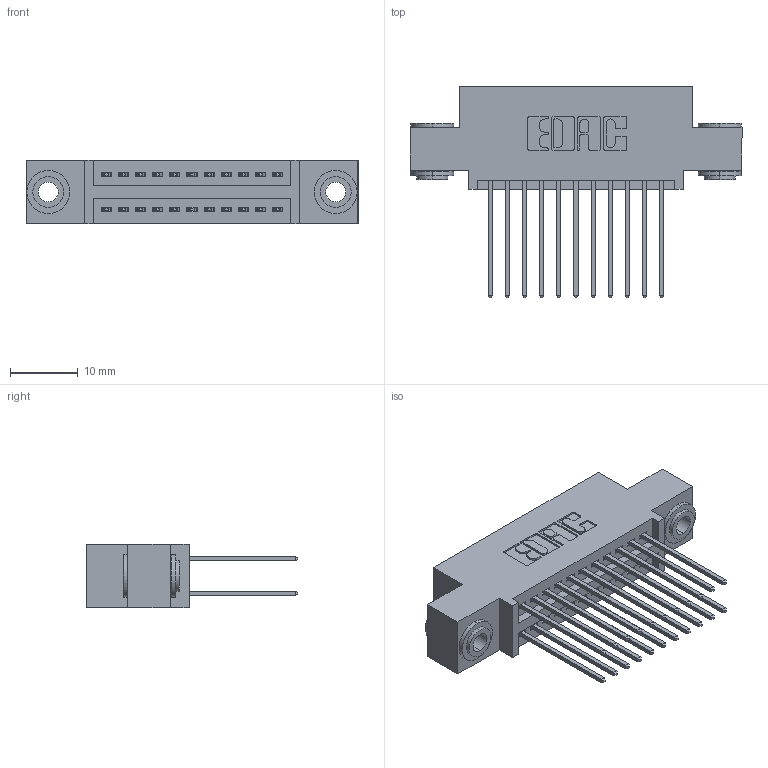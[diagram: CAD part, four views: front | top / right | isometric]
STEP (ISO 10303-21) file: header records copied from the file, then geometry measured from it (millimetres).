
FILE_DESCRIPTION (( 'STEP AP203' ), '1' );
FILE_NAME ('395-022-542-503.STEP', '2019-10-15T23:14:42', ( '' ), ( '' ), 'SwSTEP 2.0', 'SolidWorks 2016', '' );
FILE_SCHEMA (( 'CONFIG_CONTROL_DESIGN' ));
Length unit declared in the file: inch
Products named in the file (4): 345 Part_0.110 Offset - 0.156 Dia-TH; 345-292-001_345-293-142; 345-250-002_345-250-002-102; 395-022-542-503
Assembly tree (25 placements, depth 2):
  395-022-542-503
    345 Part_0.110 Offset - 0.156 Dia-TH
    345-292-001_345-293-142  x22
    345-250-002_345-250-002-102  x2
Bounding box: 49.15 x 31.29 x 9.4 mm (x, y, z)
Volume: 4535.2 mm3; surface area: 6880.4 mm2
Topology: 25 solids, 25 shells, 1268 faces, 3707 edges, 2438 vertices
Faces by surface type: plane 820, cylinder 440, cone 8
Entity records: 13604 total; most frequent: CARTESIAN_POINT 2287, ORIENTED_EDGE 2214, DIRECTION 2085, EDGE_CURVE 1107, VECTOR 907, LINE 907, VERTEX_POINT 734, AXIS2_PLACEMENT_3D 589
